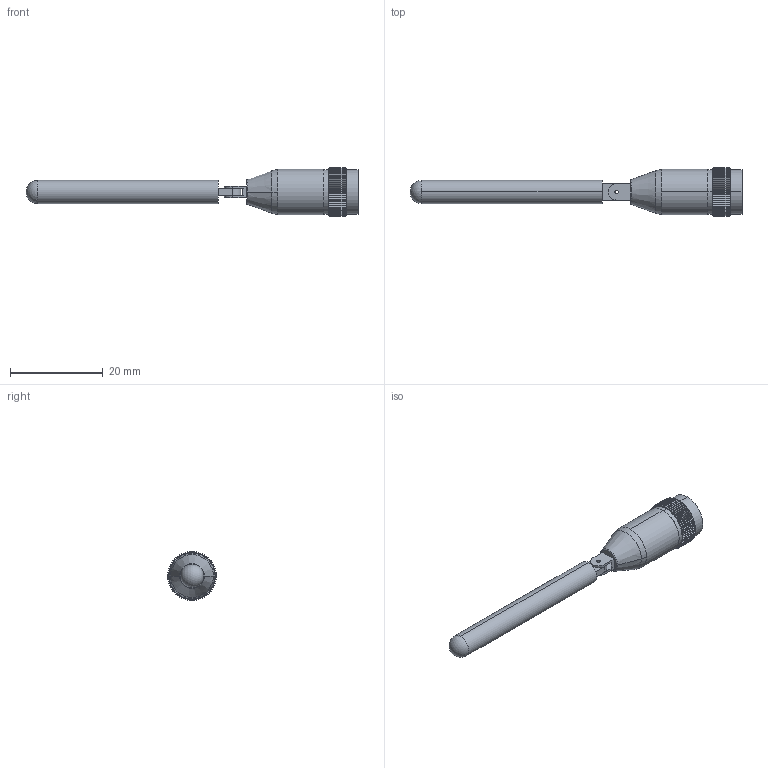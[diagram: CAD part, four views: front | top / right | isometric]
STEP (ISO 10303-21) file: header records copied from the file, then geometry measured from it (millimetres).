
FILE_DESCRIPTION (( 'STEP AP214' ), '1' );
FILE_NAME ('FMANRBD1072_3D.step', '2024-07-23T22:26:53', ( '' ), ( '' ), 'SwSTEP 2.0', 'SolidWorks 2022', '' );
FILE_SCHEMA (( 'AUTOMOTIVE_DESIGN' ));
Length unit declared in the file: inch
Products named in the file (3): FMANRBD1071^FMANRBD1072; FMANRBD1071_SWIVEL^FMANRBD1072; FMANRBD1072_3D
Assembly tree (2 placements, depth 2):
  FMANRBD1072_3D
    FMANRBD1071^FMANRBD1072
    FMANRBD1071_SWIVEL^FMANRBD1072
Bounding box: 71.49 x 10.49 x 10.5 mm (x, y, z)
Volume: 2384.8 mm3; surface area: 1783.7 mm2
Topology: 2 solids, 2 shells, 426 faces, 1228 edges, 814 vertices
Faces by surface type: plane 162, cone 150, cylinder 108, bspline 3, torus 2, sphere 1
Entity records: 15767 total; most frequent: CARTESIAN_POINT 4145, ORIENTED_EDGE 2448, DIRECTION 2128, EDGE_CURVE 1224, VERTEX_POINT 812, AXIS2_PLACEMENT_3D 783, LINE 562, VECTOR 562
